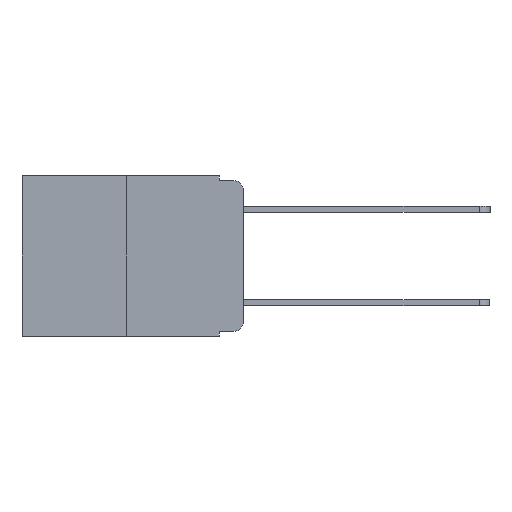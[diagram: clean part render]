
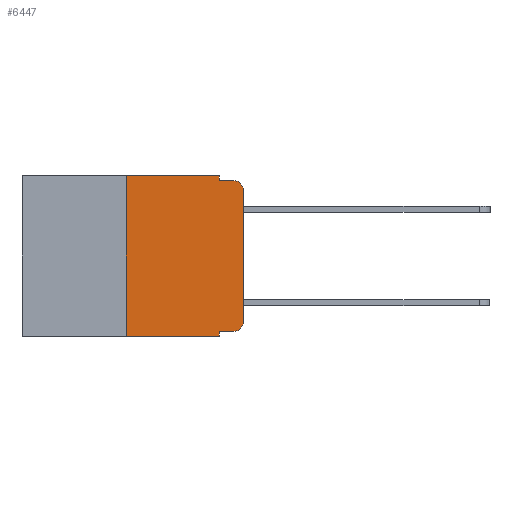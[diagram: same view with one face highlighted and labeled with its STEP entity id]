
A CAD part, left-side view. The second image highlights one B-rep face of the part: STEP entity #6447.
In plain terms, the highlighted planar face has unit normal (-1, 0, 0).
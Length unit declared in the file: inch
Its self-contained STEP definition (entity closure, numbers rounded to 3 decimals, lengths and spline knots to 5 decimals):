
#160 = DIRECTION ( 'NONE',  ( 0., -1., 0. ) ) ;
#327 = EDGE_CURVE ( 'NONE', #410, #4854, #2028, .T. ) ;
#384 = CARTESIAN_POINT ( 'NONE',  ( 0., 0.02, -0.333 ) ) ;
#385 = CARTESIAN_POINT ( 'NONE',  ( 0., 0.051, -0.01 ) ) ;
#410 = VERTEX_POINT ( 'NONE', #384 ) ;
#852 = DIRECTION ( 'NONE',  ( 0., 0., 1. ) ) ;
#1048 = LINE ( 'NONE', #10315, #6526 ) ;
#1388 = CARTESIAN_POINT ( 'NONE',  ( 0., 0.473, 0. ) ) ;
#1395 = CARTESIAN_POINT ( 'NONE',  ( 0., 0.051, 0. ) ) ;
#1427 = VERTEX_POINT ( 'NONE', #8801 ) ;
#1448 = VERTEX_POINT ( 'NONE', #8597 ) ;
#1537 = VERTEX_POINT ( 'NONE', #11876 ) ;
#1614 = LINE ( 'NONE', #10039, #11661 ) ;
#2028 = CIRCLE ( 'NONE', #3467, 0.02 ) ;
#2041 = VERTEX_POINT ( 'NONE', #3887 ) ;
#2208 = ORIENTED_EDGE ( 'NONE', *, *, #4245, .T. ) ;
#2275 = DIRECTION ( 'NONE',  ( 0., 0., -1. ) ) ;
#2327 = ORIENTED_EDGE ( 'NONE', *, *, #2390, .F. ) ;
#2390 = EDGE_CURVE ( 'NONE', #5092, #1448, #11839, .T. ) ;
#2747 = VECTOR ( 'NONE', #852, 39.37008 ) ;
#2756 = CARTESIAN_POINT ( 'NONE',  ( 0., 0.02, -0.01 ) ) ;
#2784 = VECTOR ( 'NONE', #6279, 39.37008 ) ;
#2875 = VERTEX_POINT ( 'NONE', #2756 ) ;
#3457 = ORIENTED_EDGE ( 'NONE', *, *, #6298, .F. ) ;
#3467 = AXIS2_PLACEMENT_3D ( 'NONE', #9472, #10991, #2275 ) ;
#3684 = CARTESIAN_POINT ( 'NONE',  ( 0., 0.473, 0. ) ) ;
#3887 = CARTESIAN_POINT ( 'NONE',  ( 0., 0.051, -0.343 ) ) ;
#4245 = EDGE_CURVE ( 'NONE', #12040, #2041, #10776, .T. ) ;
#4384 = CARTESIAN_POINT ( 'NONE',  ( 0., 0.25, 0. ) ) ;
#4404 = DIRECTION ( 'NONE',  ( 0., 0., -1. ) ) ;
#4672 = DIRECTION ( 'NONE',  ( 0., 0., -1. ) ) ;
#4688 = DIRECTION ( 'NONE',  ( 0., -1., 0. ) ) ;
#4713 = FACE_OUTER_BOUND ( 'NONE', #7443, .T. ) ;
#4854 = VERTEX_POINT ( 'NONE', #10583 ) ;
#5092 = VERTEX_POINT ( 'NONE', #1395 ) ;
#5125 = CARTESIAN_POINT ( 'NONE',  ( 0., 0., -0.03 ) ) ;
#5246 = CARTESIAN_POINT ( 'NONE',  ( 0., 0.25, -0.343 ) ) ;
#5328 = LINE ( 'NONE', #385, #2784 ) ;
#5573 = AXIS2_PLACEMENT_3D ( 'NONE', #11377, #5820, #12250 ) ;
#5661 = ORIENTED_EDGE ( 'NONE', *, *, #5800, .T. ) ;
#5800 = EDGE_CURVE ( 'NONE', #1537, #410, #1048, .T. ) ;
#5820 = DIRECTION ( 'NONE',  ( -1., 0., 0. ) ) ;
#5876 = EDGE_CURVE ( 'NONE', #4854, #11958, #10313, .T. ) ;
#6027 = CARTESIAN_POINT ( 'NONE',  ( 0., 0.473, -0.343 ) ) ;
#6224 = VECTOR ( 'NONE', #7290, 39.37008 ) ;
#6279 = DIRECTION ( 'NONE',  ( 0., -1., 0. ) ) ;
#6298 = EDGE_CURVE ( 'NONE', #12040, #1427, #6517, .T. ) ;
#6447 = ADVANCED_FACE ( 'NONE', ( #4713 ), #9403, .F. ) ;
#6491 = ORIENTED_EDGE ( 'NONE', *, *, #7597, .F. ) ;
#6498 = ORIENTED_EDGE ( 'NONE', *, *, #10271, .F. ) ;
#6517 = LINE ( 'NONE', #4384, #6224 ) ;
#6526 = VECTOR ( 'NONE', #4688, 39.37008 ) ;
#6680 = VECTOR ( 'NONE', #7109, 39.37008 ) ;
#6702 = CARTESIAN_POINT ( 'NONE',  ( 0., 0., 0. ) ) ;
#7069 = CARTESIAN_POINT ( 'NONE',  ( 0., 0.051, 0. ) ) ;
#7093 = LINE ( 'NONE', #1388, #9579 ) ;
#7109 = DIRECTION ( 'NONE',  ( 0., 0., -1. ) ) ;
#7162 = ORIENTED_EDGE ( 'NONE', *, *, #9070, .T. ) ;
#7290 = DIRECTION ( 'NONE',  ( 0., 0., 1. ) ) ;
#7443 = EDGE_LOOP ( 'NONE', ( #7551, #7162, #6498, #2327, #11798, #3457, #2208, #6491, #5661, #8810 ) ) ;
#7551 = ORIENTED_EDGE ( 'NONE', *, *, #5876, .T. ) ;
#7576 = EDGE_CURVE ( 'NONE', #1427, #5092, #7093, .T. ) ;
#7597 = EDGE_CURVE ( 'NONE', #1537, #2041, #1614, .T. ) ;
#8107 = CIRCLE ( 'NONE', #5573, 0.02 ) ;
#8359 = VECTOR ( 'NONE', #160, 39.37008 ) ;
#8597 = CARTESIAN_POINT ( 'NONE',  ( 0., 0.051, -0.01 ) ) ;
#8801 = CARTESIAN_POINT ( 'NONE',  ( 0., 0.25, 0. ) ) ;
#8810 = ORIENTED_EDGE ( 'NONE', *, *, #327, .T. ) ;
#9070 = EDGE_CURVE ( 'NONE', #11958, #2875, #8107, .T. ) ;
#9101 = DIRECTION ( 'NONE',  ( 0., -1., 0. ) ) ;
#9403 = PLANE ( 'NONE',  #11990 ) ;
#9472 = CARTESIAN_POINT ( 'NONE',  ( 0., 0.02, -0.313 ) ) ;
#9579 = VECTOR ( 'NONE', #9101, 39.37008 ) ;
#10039 = CARTESIAN_POINT ( 'NONE',  ( 0., 0.051, 0. ) ) ;
#10271 = EDGE_CURVE ( 'NONE', #1448, #2875, #5328, .T. ) ;
#10303 = DIRECTION ( 'NONE',  ( 1., 0., 0. ) ) ;
#10313 = LINE ( 'NONE', #6702, #2747 ) ;
#10315 = CARTESIAN_POINT ( 'NONE',  ( 0., 0.051, -0.333 ) ) ;
#10583 = CARTESIAN_POINT ( 'NONE',  ( 0., 0., -0.313 ) ) ;
#10776 = LINE ( 'NONE', #6027, #8359 ) ;
#10991 = DIRECTION ( 'NONE',  ( -1., 0., 0. ) ) ;
#11377 = CARTESIAN_POINT ( 'NONE',  ( 0., 0.02, -0.03 ) ) ;
#11661 = VECTOR ( 'NONE', #4404, 39.37008 ) ;
#11798 = ORIENTED_EDGE ( 'NONE', *, *, #7576, .F. ) ;
#11839 = LINE ( 'NONE', #7069, #6680 ) ;
#11876 = CARTESIAN_POINT ( 'NONE',  ( 0., 0.051, -0.333 ) ) ;
#11958 = VERTEX_POINT ( 'NONE', #5125 ) ;
#11990 = AXIS2_PLACEMENT_3D ( 'NONE', #3684, #10303, #4672 ) ;
#12040 = VERTEX_POINT ( 'NONE', #5246 ) ;
#12250 = DIRECTION ( 'NONE',  ( 0., 0., -1. ) ) ;
